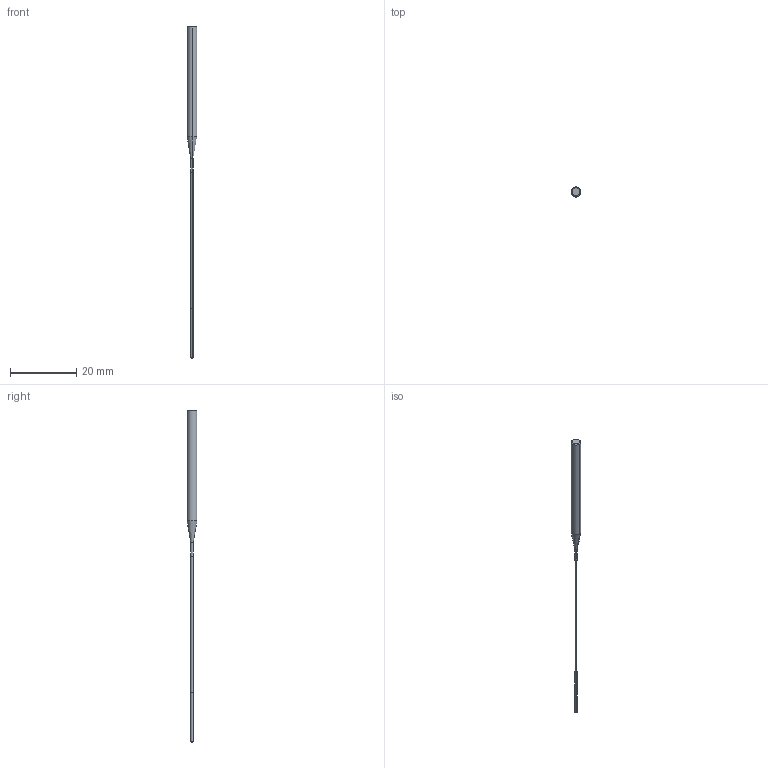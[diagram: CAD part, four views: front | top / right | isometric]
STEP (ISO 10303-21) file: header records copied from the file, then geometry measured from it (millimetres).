
FILE_DESCRIPTION(/* description */ (''),/* implementation_level */ '2;1');
FILE_NAME(/* name */ 'MGS0070L060B.stp',/* time_stamp */ '2020-11-10T18:51:29+09:00',/* author */ (''),/* organization */ (''),/* preprocessor_version */ 'ST-DEVELOPER v16',/* originating_system */ 'SIEMENS PLM Software NX 10.0',/* authorisation */ '');
FILE_SCHEMA (('AUTOMOTIVE_DESIGN { 1 0 10303 214 3 1 1 1 }'));
Length unit declared in the file: millimetre
Products named in the file (1): MGS0070L060B_ASM
Bounding box: 3 x 3 x 100 mm (x, y, z)
Volume: 277.1 mm3; surface area: 487.3 mm2
Topology: 2 solids, 2 shells, 20 faces, 45 edges, 40 vertices
Faces by surface type: cylinder 8, cone 8, plane 4
Entity records: 719 total; most frequent: DIRECTION 131, CARTESIAN_POINT 103, ORIENTED_EDGE 72, AXIS2_PLACEMENT_3D 54, EDGE_CURVE 36, STYLED_ITEM 27, PRESENTATION_STYLE_ASSIGNMENT 27, LINE 23
